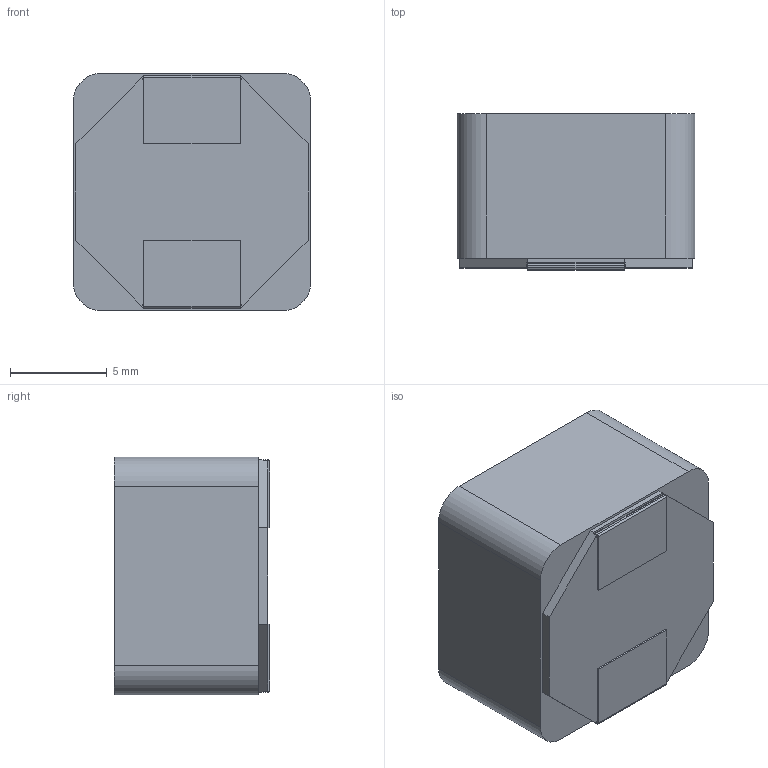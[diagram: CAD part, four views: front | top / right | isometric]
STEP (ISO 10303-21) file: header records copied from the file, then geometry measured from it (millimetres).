
FILE_DESCRIPTION (( 'STEP AP214' ), '1' );
FILE_NAME ('21B23497-8738-4185-9157-E186E19AD423.STEP', '2023-11-27T11:28:48', ( '' ), ( '' ), 'SwSTEP 2.0', 'SolidWorks 2022', '' );
FILE_SCHEMA (( 'AUTOMOTIVE_DESIGN' ));
Length unit declared in the file: millimetre
Products named in the file (1): 21B23497-8738-4185-9157-E186E19AD423
Bounding box: 12.3 x 8.05 x 12.3 mm (x, y, z)
Surface area: 1104.4 mm2 (no closed solid volume)
Topology: 0 solids, 66 shells, 101 faces, 800 edges, 766 vertices
Faces by surface type: plane 73, bspline 16, cylinder 12
Entity records: 12022 total; most frequent: CARTESIAN_POINT 7013, ORIENTED_EDGE 898, EDGE_CURVE 800, VERTEX_POINT 766, DIRECTION 570, B_SPLINE_CURVE_WITH_KNOTS 442, LINE 318, VECTOR 318
